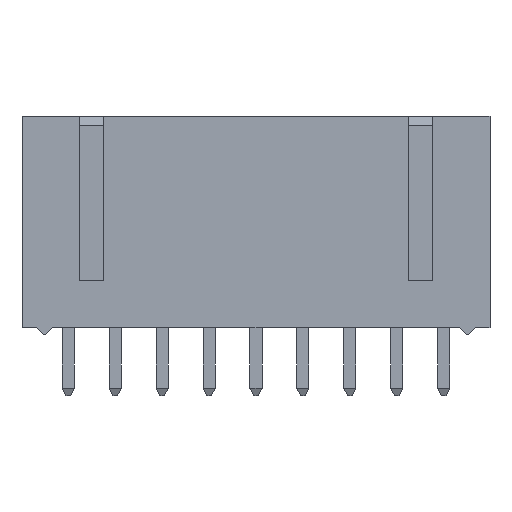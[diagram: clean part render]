
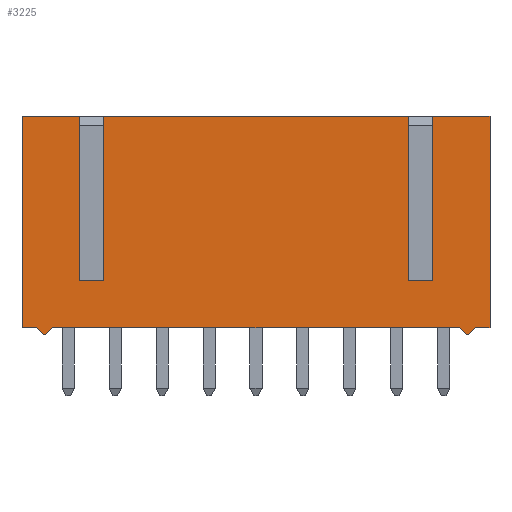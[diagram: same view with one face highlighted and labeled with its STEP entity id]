
A CAD part, front view. The second image highlights one B-rep face of the part: STEP entity #3225.
In plain terms, the highlighted planar face has unit normal (0, -1, 0).
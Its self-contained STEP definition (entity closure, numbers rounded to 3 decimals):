
#9=DIRECTION('',(1.,0.,0.));
#10=VECTOR('',#9,3.135);
#11=CARTESIAN_POINT('',(-12.66,-2.55,0.));
#12=LINE('',#11,#10);
#73=DIRECTION('',(1.,0.,0.));
#74=VECTOR('',#73,3.135);
#75=CARTESIAN_POINT('',(9.525,-2.55,0.));
#76=LINE('',#75,#74);
#121=DIRECTION('',(1.,0.,0.));
#122=VECTOR('',#121,16.51);
#123=CARTESIAN_POINT('',(-8.255,-2.55,0.));
#124=LINE('',#123,#122);
#233=DIRECTION('',(-0.707,0.,-0.707));
#234=VECTOR('',#233,0.537);
#235=CARTESIAN_POINT('',(-10.985,-2.55,-11.43));
#236=LINE('',#235,#234);
#237=DIRECTION('',(-1.,0.,0.));
#238=VECTOR('',#237,0.13);
#239=CARTESIAN_POINT('',(-11.365,-2.55,-11.81));
#240=LINE('',#239,#238);
#241=DIRECTION('',(-0.707,0.,0.707));
#242=VECTOR('',#241,0.537);
#243=CARTESIAN_POINT('',(-11.495,-2.55,-11.81));
#244=LINE('',#243,#242);
#245=DIRECTION('',(0.,0.,-1.));
#246=VECTOR('',#245,11.43);
#247=CARTESIAN_POINT('',(-12.66,-2.55,0.));
#248=LINE('',#247,#246);
#249=DIRECTION('',(0.,0.,-1.));
#250=VECTOR('',#249,8.89);
#251=CARTESIAN_POINT('',(-9.525,-2.55,0.));
#252=LINE('',#251,#250);
#253=DIRECTION('',(1.,0.,0.));
#254=VECTOR('',#253,1.27);
#255=CARTESIAN_POINT('',(-9.525,-2.55,-8.89));
#256=LINE('',#255,#254);
#257=DIRECTION('',(0.,0.,-1.));
#258=VECTOR('',#257,8.89);
#259=CARTESIAN_POINT('',(-8.255,-2.55,0.));
#260=LINE('',#259,#258);
#261=DIRECTION('',(0.,0.,-1.));
#262=VECTOR('',#261,8.89);
#263=CARTESIAN_POINT('',(8.255,-2.55,0.));
#264=LINE('',#263,#262);
#265=DIRECTION('',(1.,0.,0.));
#266=VECTOR('',#265,1.27);
#267=CARTESIAN_POINT('',(8.255,-2.55,-8.89));
#268=LINE('',#267,#266);
#269=DIRECTION('',(0.,0.,-1.));
#270=VECTOR('',#269,8.89);
#271=CARTESIAN_POINT('',(9.525,-2.55,0.));
#272=LINE('',#271,#270);
#273=DIRECTION('',(-0.707,0.,-0.707));
#274=VECTOR('',#273,0.537);
#275=CARTESIAN_POINT('',(11.875,-2.55,-11.43));
#276=LINE('',#275,#274);
#277=DIRECTION('',(-1.,0.,0.));
#278=VECTOR('',#277,0.13);
#279=CARTESIAN_POINT('',(11.495,-2.55,-11.81));
#280=LINE('',#279,#278);
#281=DIRECTION('',(-0.707,0.,0.707));
#282=VECTOR('',#281,0.537);
#283=CARTESIAN_POINT('',(11.365,-2.55,-11.81));
#284=LINE('',#283,#282);
#289=DIRECTION('',(1.,0.,0.));
#290=VECTOR('',#289,0.785);
#291=CARTESIAN_POINT('',(11.875,-2.55,-11.43));
#292=LINE('',#291,#290);
#321=DIRECTION('',(1.,0.,0.));
#322=VECTOR('',#321,21.97);
#323=CARTESIAN_POINT('',(-10.985,-2.55,-11.43));
#324=LINE('',#323,#322);
#361=DIRECTION('',(1.,0.,0.));
#362=VECTOR('',#361,0.785);
#363=CARTESIAN_POINT('',(-12.66,-2.55,-11.43));
#364=LINE('',#363,#362);
#617=DIRECTION('',(0.,0.,-1.));
#618=VECTOR('',#617,11.43);
#619=CARTESIAN_POINT('',(12.66,-2.55,0.));
#620=LINE('',#619,#618);
#2186=CARTESIAN_POINT('',(-12.66,-2.55,0.));
#2188=VERTEX_POINT('',#2186);
#2194=CARTESIAN_POINT('',(-12.66,-2.55,-11.43));
#2196=VERTEX_POINT('',#2194);
#2209=CARTESIAN_POINT('',(12.66,-2.55,0.));
#2211=VERTEX_POINT('',#2209);
#2225=CARTESIAN_POINT('',(12.66,-2.55,-11.43));
#2227=VERTEX_POINT('',#2225);
#2273=CARTESIAN_POINT('',(-9.525,-2.55,-8.89));
#2274=CARTESIAN_POINT('',(-8.255,-2.55,-8.89));
#2275=VERTEX_POINT('',#2273);
#2276=VERTEX_POINT('',#2274);
#2277=CARTESIAN_POINT('',(8.255,-2.55,-8.89));
#2278=CARTESIAN_POINT('',(9.525,-2.55,-8.89));
#2279=VERTEX_POINT('',#2277);
#2280=VERTEX_POINT('',#2278);
#2281=CARTESIAN_POINT('',(-9.525,-2.55,0.));
#2282=VERTEX_POINT('',#2281);
#2283=CARTESIAN_POINT('',(-8.255,-2.55,0.));
#2284=VERTEX_POINT('',#2283);
#2285=CARTESIAN_POINT('',(8.255,-2.55,0.));
#2286=VERTEX_POINT('',#2285);
#2287=CARTESIAN_POINT('',(9.525,-2.55,0.));
#2288=VERTEX_POINT('',#2287);
#2385=CARTESIAN_POINT('',(11.495,-2.55,-11.81));
#2386=CARTESIAN_POINT('',(11.365,-2.55,-11.81));
#2387=VERTEX_POINT('',#2385);
#2388=VERTEX_POINT('',#2386);
#2389=CARTESIAN_POINT('',(11.875,-2.55,-11.43));
#2391=VERTEX_POINT('',#2389);
#2393=CARTESIAN_POINT('',(10.985,-2.55,-11.43));
#2395=VERTEX_POINT('',#2393);
#2401=CARTESIAN_POINT('',(-11.365,-2.55,-11.81));
#2402=CARTESIAN_POINT('',(-11.495,-2.55,-11.81));
#2403=VERTEX_POINT('',#2401);
#2404=VERTEX_POINT('',#2402);
#2409=CARTESIAN_POINT('',(-10.985,-2.55,-11.43));
#2410=VERTEX_POINT('',#2409);
#2411=CARTESIAN_POINT('',(-11.875,-2.55,-11.43));
#2412=VERTEX_POINT('',#2411);
#3183=CARTESIAN_POINT('',(-12.66,-2.55,0.));
#3184=DIRECTION('',(0.,-1.,0.));
#3185=DIRECTION('',(1.,0.,0.));
#3186=AXIS2_PLACEMENT_3D('',#3183,#3184,#3185);
#3187=PLANE('',#3186);
#3189=ORIENTED_EDGE('',*,*,#3188,.F.);
#3191=ORIENTED_EDGE('',*,*,#3190,.T.);
#3193=ORIENTED_EDGE('',*,*,#3192,.T.);
#3195=ORIENTED_EDGE('',*,*,#3194,.T.);
#3197=ORIENTED_EDGE('',*,*,#3196,.F.);
#3199=ORIENTED_EDGE('',*,*,#3198,.F.);
#3200=ORIENTED_EDGE('',*,*,#2866,.T.);
#3201=ORIENTED_EDGE('',*,*,#2962,.T.);
#3203=ORIENTED_EDGE('',*,*,#3202,.T.);
#3205=ORIENTED_EDGE('',*,*,#3204,.F.);
#3206=ORIENTED_EDGE('',*,*,#2930,.T.);
#3208=ORIENTED_EDGE('',*,*,#3207,.T.);
#3210=ORIENTED_EDGE('',*,*,#3209,.T.);
#3211=ORIENTED_EDGE('',*,*,#3174,.F.);
#3212=ORIENTED_EDGE('',*,*,#2898,.T.);
#3214=ORIENTED_EDGE('',*,*,#3213,.T.);
#3216=ORIENTED_EDGE('',*,*,#3215,.F.);
#3218=ORIENTED_EDGE('',*,*,#3217,.T.);
#3220=ORIENTED_EDGE('',*,*,#3219,.T.);
#3222=ORIENTED_EDGE('',*,*,#3221,.T.);
#3223=EDGE_LOOP('',(#3189,#3191,#3193,#3195,#3197,#3199,#3200,#3201,#3203,#3205,
#3206,#3208,#3210,#3211,#3212,#3214,#3216,#3218,#3220,#3222));
#3224=FACE_OUTER_BOUND('',#3223,.F.);
#3225=ADVANCED_FACE('',(#3224),#3187,.T.);
#2866=EDGE_CURVE('',#2188,#2282,#12,.T.);
#2898=EDGE_CURVE('',#2288,#2211,#76,.T.);
#2930=EDGE_CURVE('',#2284,#2286,#124,.T.);
#2962=EDGE_CURVE('',#2282,#2275,#252,.T.);
#3174=EDGE_CURVE('',#2288,#2280,#272,.T.);
#3188=EDGE_CURVE('',#2410,#2395,#324,.T.);
#3190=EDGE_CURVE('',#2410,#2403,#236,.T.);
#3192=EDGE_CURVE('',#2403,#2404,#240,.T.);
#3194=EDGE_CURVE('',#2404,#2412,#244,.T.);
#3196=EDGE_CURVE('',#2196,#2412,#364,.T.);
#3198=EDGE_CURVE('',#2188,#2196,#248,.T.);
#3202=EDGE_CURVE('',#2275,#2276,#256,.T.);
#3204=EDGE_CURVE('',#2284,#2276,#260,.T.);
#3207=EDGE_CURVE('',#2286,#2279,#264,.T.);
#3209=EDGE_CURVE('',#2279,#2280,#268,.T.);
#3213=EDGE_CURVE('',#2211,#2227,#620,.T.);
#3215=EDGE_CURVE('',#2391,#2227,#292,.T.);
#3217=EDGE_CURVE('',#2391,#2387,#276,.T.);
#3219=EDGE_CURVE('',#2387,#2388,#280,.T.);
#3221=EDGE_CURVE('',#2388,#2395,#284,.T.);
